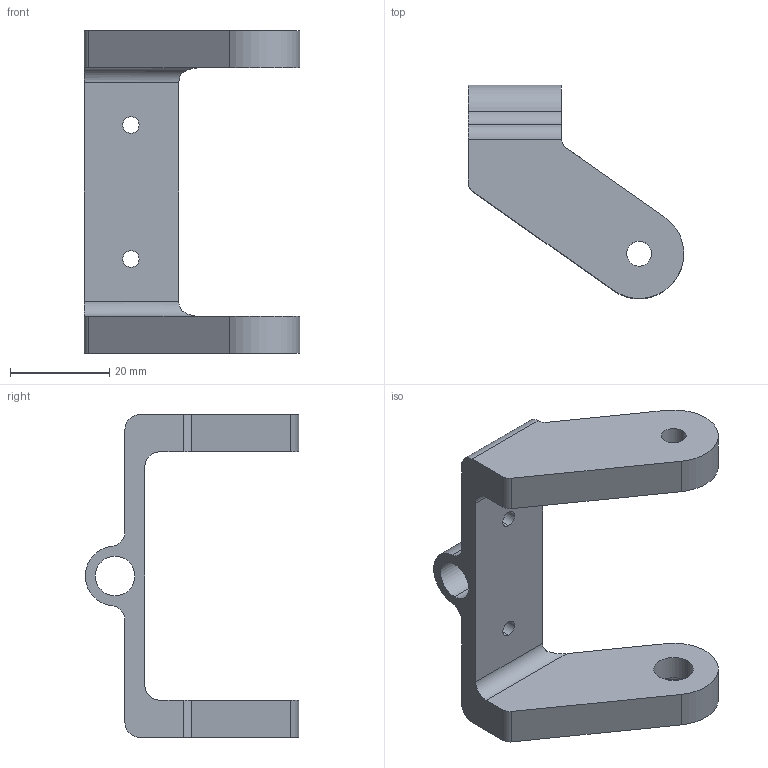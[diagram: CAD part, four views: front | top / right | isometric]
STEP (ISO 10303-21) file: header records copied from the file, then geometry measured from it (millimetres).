
FILE_DESCRIPTION (( 'STEP AP214' ), '1' );
FILE_NAME ('AV2_P1_USI_RF001.STEP', '2021-01-13T14:17:08', ( '' ), ( '' ), 'SwSTEP 2.0', 'SolidWorks 2016', '' );
FILE_SCHEMA (( 'AUTOMOTIVE_DESIGN' ));
Length unit declared in the file: millimetre
Products named in the file (1): AV2_P1_USI_RF001
Bounding box: 43.34 x 42.95 x 65 mm (x, y, z)
Volume: 16068.8 mm3; surface area: 8216.9 mm2
Topology: 1 solids, 1 shells, 38 faces, 105 edges, 70 vertices
Faces by surface type: cylinder 24, plane 14
Entity records: 1305 total; most frequent: CARTESIAN_POINT 244, DIRECTION 223, ORIENTED_EDGE 210, EDGE_CURVE 105, AXIS2_PLACEMENT_3D 85, VERTEX_POINT 70, LINE 53, VECTOR 53
